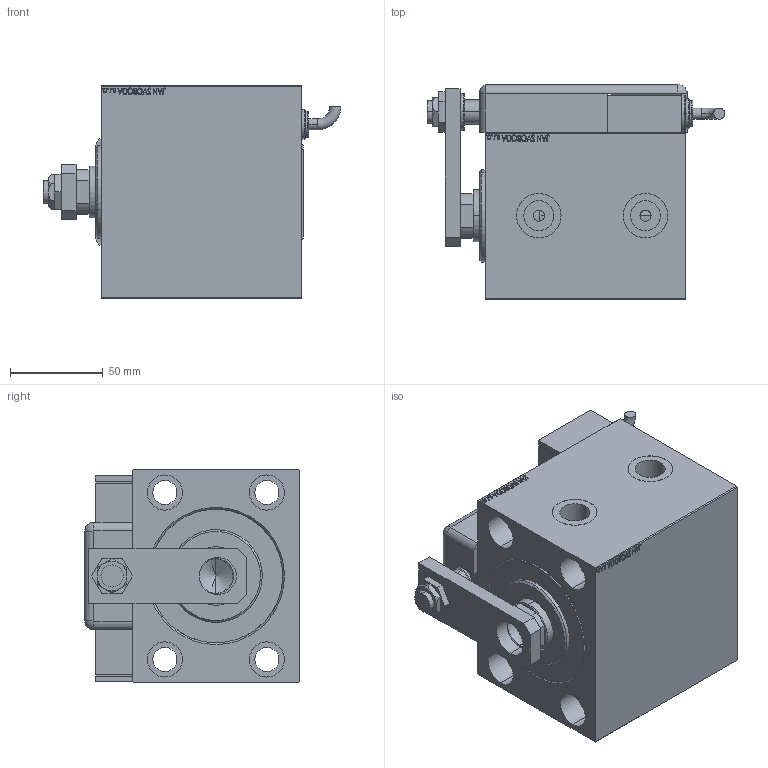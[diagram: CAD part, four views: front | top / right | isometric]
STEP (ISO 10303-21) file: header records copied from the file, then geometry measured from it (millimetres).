
FILE_DESCRIPTION (( 'STEP AP203' ), '1' );
FILE_NAME ('5d1d.STEP', '2022-04-16T19:33:51', ( '' ), ( '' ), 'SwSTEP 2.0', 'SolidWorks 2019', '' );
FILE_SCHEMA (( 'CONFIG_CONTROL_DESIGN' ));
Length unit declared in the file: millimetre
Products named in the file (13): MAGNETIC SWITCH Q 402f681201bb022c3285ff4e4b0d3e8e; SWITCH_Q_FRONT_BACK 402f681201bb022c3285ff4e4b0d3e8e; NUT_D13 402f681201bb022c3285ff4e4b0d3e8e; SWITCH DIM A_G 402f681201bb022c3285ff4e4b0d3e8e; TYC 402f681201bb022c3285ff4e4b0d3e8e; V450CM_VC_B 402f681201bb022c3285ff4e4b0d3e8e; ZARAZKA_Q 402f681201bb022c3285ff4e4b0d3e8e; NUT_D19 402f681201bb022c3285ff4e4b0d3e8e; SWITCH Q 402f681201bb022c3285ff4e4b0d3e8e; 5d1d; V450CM_C_Body 402f681201bb022c3285ff4e4b0d3e8e; KRYT 402f681201bb022c3285ff4e4b0d3e8e; V450CM_C_VCP 402f681201bb022c3285ff4e4b0d3e8e
Assembly tree (13 placements, depth 3):
  5d1d
    V450CM_C_Body 402f681201bb022c3285ff4e4b0d3e8e
    V450CM_C_VCP 402f681201bb022c3285ff4e4b0d3e8e
    V450CM_VC_B 402f681201bb022c3285ff4e4b0d3e8e
    MAGNETIC SWITCH Q 402f681201bb022c3285ff4e4b0d3e8e
      SWITCH_Q_FRONT_BACK 402f681201bb022c3285ff4e4b0d3e8e
      TYC 402f681201bb022c3285ff4e4b0d3e8e
      ZARAZKA_Q 402f681201bb022c3285ff4e4b0d3e8e
      SWITCH DIM A_G 402f681201bb022c3285ff4e4b0d3e8e
      NUT_D19 402f681201bb022c3285ff4e4b0d3e8e
      NUT_D13 402f681201bb022c3285ff4e4b0d3e8e
      KRYT 402f681201bb022c3285ff4e4b0d3e8e
      SWITCH Q 402f681201bb022c3285ff4e4b0d3e8e  x2
Bounding box: 160.46 x 115.8 x 115 mm (x, y, z)
Volume: 1115755 mm3; surface area: 196592 mm2
Topology: 13 solids, 13 shells, 1250 faces, 3175 edges, 2096 vertices
Faces by surface type: plane 616, bspline 471, cylinder 117, cone 22, torus 22, sphere 2
Entity records: 59926 total; most frequent: CARTESIAN_POINT 32227, ORIENTED_EDGE 6154, DIRECTION 3895, EDGE_CURVE 3077, VERTEX_POINT 2036, LINE 1831, VECTOR 1831, EDGE_LOOP 1383
